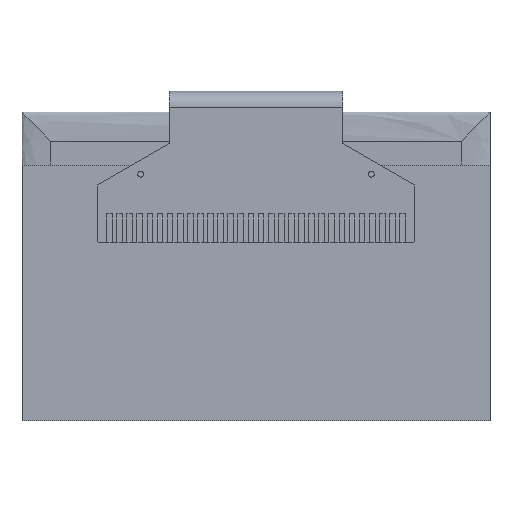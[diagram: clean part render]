
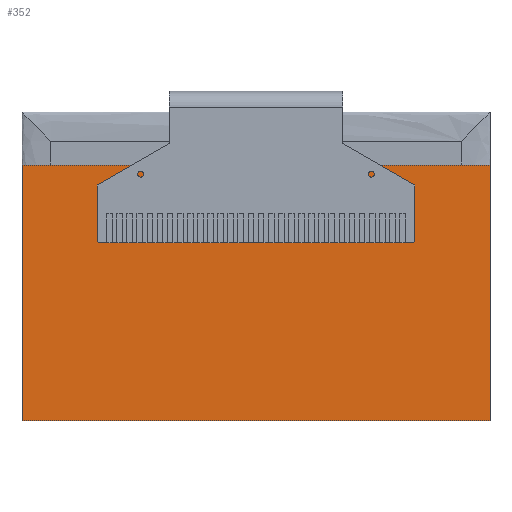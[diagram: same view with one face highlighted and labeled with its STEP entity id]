
A CAD part, front view. The second image highlights one B-rep face of the part: STEP entity #352.
In plain terms, the highlighted planar face has unit normal (0, -1, 0).
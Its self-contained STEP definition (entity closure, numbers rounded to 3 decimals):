
#157 = AXIS2_PLACEMENT_3D ( 'NONE', #2895, #7091, #7783 ) ;
#323 = ORIENTED_EDGE ( 'NONE', *, *, #7249, .T. ) ;
#352 = ADVANCED_FACE ( 'NONE', ( #2087 ), #9437, .T. ) ;
#523 = VERTEX_POINT ( 'NONE', #9381 ) ;
#666 = DIRECTION ( 'NONE',  ( 0., 0., 1. ) ) ;
#667 = LINE ( 'NONE', #6345, #2046 ) ;
#890 = CARTESIAN_POINT ( 'NONE',  ( 16.21, -1., -8.85 ) ) ;
#1203 = VERTEX_POINT ( 'NONE', #5487 ) ;
#2046 = VECTOR ( 'NONE', #8655, 1000. ) ;
#2087 = FACE_OUTER_BOUND ( 'NONE', #7621, .T. ) ;
#2129 = EDGE_CURVE ( 'NONE', #1203, #523, #4330, .T. ) ;
#2191 = DIRECTION ( 'NONE',  ( -1., 0., 0. ) ) ;
#2859 = CARTESIAN_POINT ( 'NONE',  ( 16.21, -1., 8.85 ) ) ;
#2895 = CARTESIAN_POINT ( 'NONE',  ( 0., -1., 0. ) ) ;
#3453 = VECTOR ( 'NONE', #5428, 1000. ) ;
#3571 = EDGE_CURVE ( 'NONE', #6396, #1203, #7579, .T. ) ;
#3922 = CARTESIAN_POINT ( 'NONE',  ( -16.21, -1., -8.85 ) ) ;
#4252 = VERTEX_POINT ( 'NONE', #6652 ) ;
#4330 = LINE ( 'NONE', #6586, #5007 ) ;
#4522 = ORIENTED_EDGE ( 'NONE', *, *, #4598, .T. ) ;
#4598 = EDGE_CURVE ( 'NONE', #523, #4252, #5180, .T. ) ;
#5007 = VECTOR ( 'NONE', #666, 1000. ) ;
#5180 = LINE ( 'NONE', #2859, #8590 ) ;
#5428 = DIRECTION ( 'NONE',  ( 1., 0., 0. ) ) ;
#5487 = CARTESIAN_POINT ( 'NONE',  ( 16.21, -1., -8.85 ) ) ;
#6345 = CARTESIAN_POINT ( 'NONE',  ( -16.21, -1., -8.85 ) ) ;
#6396 = VERTEX_POINT ( 'NONE', #3922 ) ;
#6586 = CARTESIAN_POINT ( 'NONE',  ( 16.21, -1., -8.85 ) ) ;
#6652 = CARTESIAN_POINT ( 'NONE',  ( -16.21, -1., 8.85 ) ) ;
#7091 = DIRECTION ( 'NONE',  ( 0., -1., 0. ) ) ;
#7249 = EDGE_CURVE ( 'NONE', #4252, #6396, #667, .T. ) ;
#7579 = LINE ( 'NONE', #890, #3453 ) ;
#7621 = EDGE_LOOP ( 'NONE', ( #323, #8192, #8671, #4522 ) ) ;
#7783 = DIRECTION ( 'NONE',  ( 0., 0., -1. ) ) ;
#8192 = ORIENTED_EDGE ( 'NONE', *, *, #3571, .T. ) ;
#8590 = VECTOR ( 'NONE', #2191, 1000. ) ;
#8655 = DIRECTION ( 'NONE',  ( 0., 0., -1. ) ) ;
#8671 = ORIENTED_EDGE ( 'NONE', *, *, #2129, .T. ) ;
#9381 = CARTESIAN_POINT ( 'NONE',  ( 16.21, -1., 8.85 ) ) ;
#9437 = PLANE ( 'NONE',  #157 ) ;
